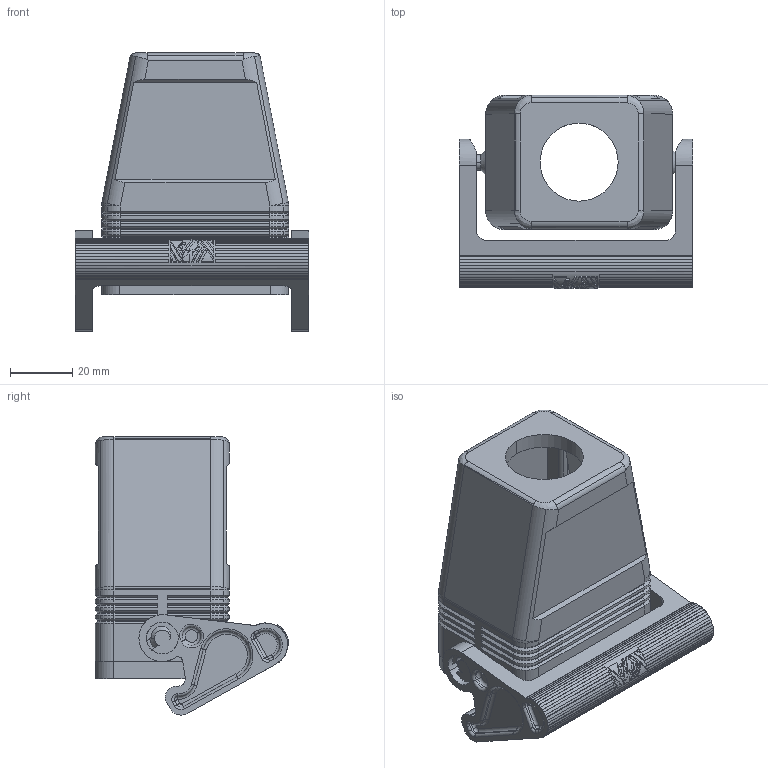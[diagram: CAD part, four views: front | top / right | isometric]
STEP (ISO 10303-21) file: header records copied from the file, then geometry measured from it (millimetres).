
FILE_DESCRIPTION(('CoCreate Modeling STEP Export'),'2;1');
FILE_NAME('MFVN 06 LG25.stp','2011-04-19T13:19:59',(''),(''),'CoCreate Modeling STEP processor for AP214 (Solid Model)','CoCreate Modeling 16.00A 16-Aug-2008 (C) Parametric Technology GmbH','');
FILE_SCHEMA(('AUTOMOTIVE_DESIGN { 1 0 10303 214 1 1 1 1 }'));
Length unit declared in the file: millimetre
Products named in the file (2): MFVN_06_LG25
Assembly tree (1 placements, depth 2):
  MFVN_06_LG25
    MFVN_06_LG25
Bounding box: 75 x 62.02 x 89.18 mm (x, y, z)
Volume: 69287.6 mm3; surface area: 41648 mm2
Topology: 1 solids, 3 shells, 710 faces, 1851 edges, 1155 vertices
Faces by surface type: plane 350, cylinder 255, cone 53, torus 44, bspline 4, sphere 4
Entity records: 26044 total; most frequent: CARTESIAN_POINT 3845, ORIENTED_EDGE 3686, DIRECTION 3258, EDGE_CURVE 1843, VERTEX_POINT 1155, AXIS2_PLACEMENT_3D 1104, VECTOR 1050, LINE 1050
